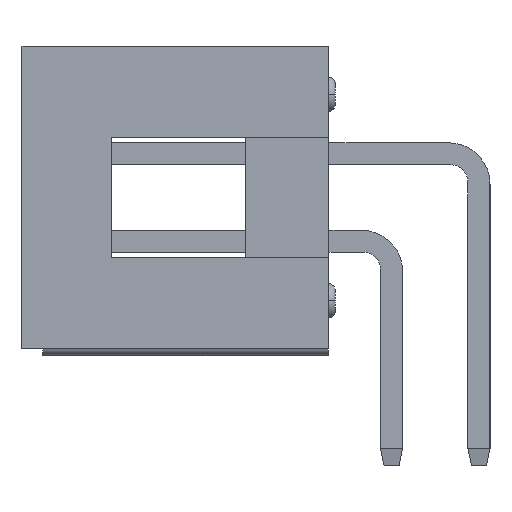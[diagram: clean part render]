
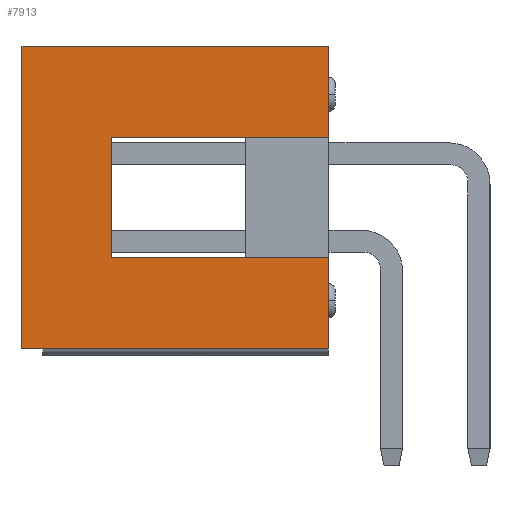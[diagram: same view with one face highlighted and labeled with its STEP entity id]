
A CAD part, left-side view. The second image highlights one B-rep face of the part: STEP entity #7913.
In plain terms, the highlighted planar face has unit normal (-1, 0, 0).
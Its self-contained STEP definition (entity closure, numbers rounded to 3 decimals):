
#612=DIRECTION('',(0.,0.,1.));
#613=VECTOR('',#612,3.5);
#614=CARTESIAN_POINT('',(-16.525,6.3,-1.75));
#615=LINE('',#614,#613);
#616=DIRECTION('',(0.,1.,0.));
#617=VECTOR('',#616,6.3);
#618=CARTESIAN_POINT('',(-16.525,0.,-1.75));
#619=LINE('',#618,#617);
#620=DIRECTION('',(0.,0.,1.));
#621=VECTOR('',#620,2.65);
#622=CARTESIAN_POINT('',(-16.525,0.,-4.4));
#623=LINE('',#622,#621);
#624=DIRECTION('',(0.,0.,-1.));
#625=VECTOR('',#624,8.8);
#626=CARTESIAN_POINT('',(-16.525,8.9,4.4));
#627=LINE('',#626,#625);
#628=DIRECTION('',(0.,1.,0.));
#629=VECTOR('',#628,8.9);
#630=CARTESIAN_POINT('',(-16.525,0.,4.4));
#631=LINE('',#630,#629);
#632=DIRECTION('',(0.,0.,1.));
#633=VECTOR('',#632,2.65);
#634=CARTESIAN_POINT('',(-16.525,0.,1.75));
#635=LINE('',#634,#633);
#648=DIRECTION('',(0.,-1.,0.));
#649=VECTOR('',#648,6.3);
#650=CARTESIAN_POINT('',(-16.525,6.3,1.75));
#651=LINE('',#650,#649);
#680=DIRECTION('',(0.,1.,0.));
#681=VECTOR('',#680,8.9);
#682=CARTESIAN_POINT('',(-16.525,0.,-4.4));
#683=LINE('',#682,#681);
#6437=CARTESIAN_POINT('',(-16.525,0.,4.4));
#6438=VERTEX_POINT('',#6437);
#6439=CARTESIAN_POINT('',(-16.525,0.,1.75));
#6440=VERTEX_POINT('',#6439);
#6445=CARTESIAN_POINT('',(-16.525,0.,-1.75));
#6446=VERTEX_POINT('',#6445);
#6447=CARTESIAN_POINT('',(-16.525,0.,-4.4));
#6448=VERTEX_POINT('',#6447);
#6665=CARTESIAN_POINT('',(-16.525,6.3,-1.75));
#6666=CARTESIAN_POINT('',(-16.525,6.3,1.75));
#6667=VERTEX_POINT('',#6665);
#6668=VERTEX_POINT('',#6666);
#6699=CARTESIAN_POINT('',(-16.525,8.9,4.4));
#6700=VERTEX_POINT('',#6699);
#6701=CARTESIAN_POINT('',(-16.525,8.9,-4.4));
#6702=VERTEX_POINT('',#6701);
#7895=CARTESIAN_POINT('',(-16.525,4.45,0.));
#7896=DIRECTION('',(1.,0.,0.));
#7897=DIRECTION('',(0.,0.,1.));
#7898=AXIS2_PLACEMENT_3D('',#7895,#7896,#7897);
#7899=PLANE('',#7898);
#7901=ORIENTED_EDGE('',*,*,#7900,.F.);
#7902=ORIENTED_EDGE('',*,*,#7885,.F.);
#7903=ORIENTED_EDGE('',*,*,#7114,.F.);
#7905=ORIENTED_EDGE('',*,*,#7904,.T.);
#7906=ORIENTED_EDGE('',*,*,#7713,.F.);
#7907=ORIENTED_EDGE('',*,*,#7766,.F.);
#7908=ORIENTED_EDGE('',*,*,#7122,.F.);
#7910=ORIENTED_EDGE('',*,*,#7909,.F.);
#7911=EDGE_LOOP('',(#7901,#7902,#7903,#7905,#7906,#7907,#7908,#7910));
#7912=FACE_OUTER_BOUND('',#7911,.F.);
#7114=EDGE_CURVE('',#6448,#6446,#623,.T.);
#7122=EDGE_CURVE('',#6440,#6438,#635,.T.);
#7713=EDGE_CURVE('',#6700,#6702,#627,.T.);
#7766=EDGE_CURVE('',#6438,#6700,#631,.T.);
#7885=EDGE_CURVE('',#6446,#6667,#619,.T.);
#7900=EDGE_CURVE('',#6667,#6668,#615,.T.);
#7904=EDGE_CURVE('',#6448,#6702,#683,.T.);
#7909=EDGE_CURVE('',#6668,#6440,#651,.T.);
#7913=ADVANCED_FACE('',(#7912),#7899,.F.);
